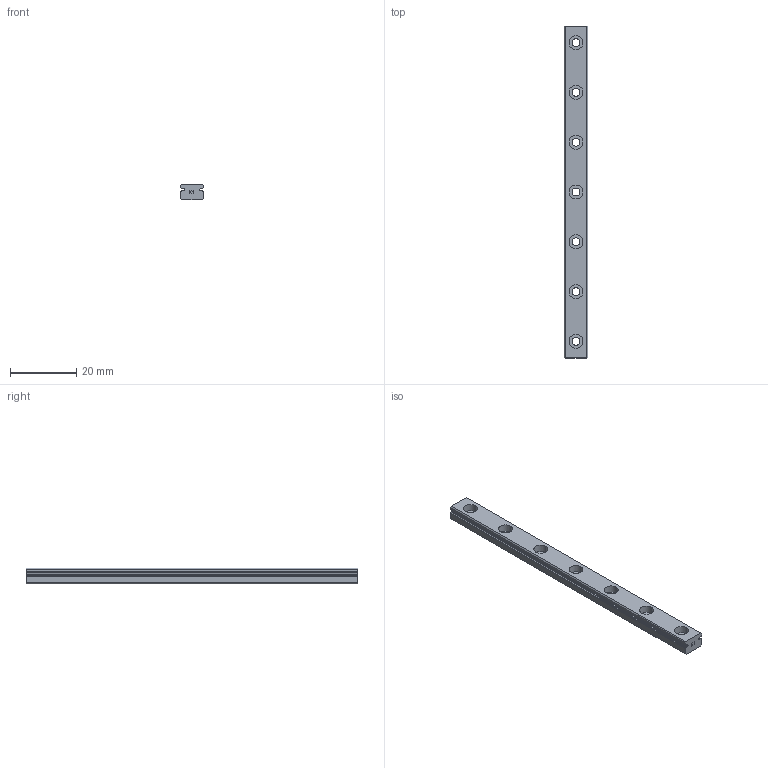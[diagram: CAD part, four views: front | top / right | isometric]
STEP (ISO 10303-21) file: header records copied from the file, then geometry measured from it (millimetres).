
FILE_DESCRIPTION(('STEP AP214'),'1');
FILE_NAME('cctmp_B3A085E0-A108-4F29-A893-0CB5401D5C1C_2025_07_20_08_11_35_0348_13392..stp','2025-07-20T06:11:35',('HIWIN GmbH'),('CADClick - www.CADClick.com'),'Spatial InterOp 3D',' ','unknown authorization');
FILE_SCHEMA(('AUTOMOTIVE_DESIGN'));
Length unit declared in the file: millimetre
Products named in the file (2): MGNR07R100HM_FILE; MGNR07R100HM_FILE_1
Assembly tree (1 placements, depth 2):
  MGNR07R100HM_FILE
    MGNR07R100HM_FILE_1
Bounding box: 7 x 100 x 4.8 mm (x, y, z)
Volume: 2851.2 mm3; surface area: 2971.8 mm2
Topology: 1 solids, 1 shells, 130 faces, 351 edges, 234 vertices
Faces by surface type: plane 86, cylinder 44
Entity records: 5202 total; most frequent: CARTESIAN_POINT 717, DIRECTION 703, ORIENTED_EDGE 702, EDGE_CURVE 351, LINE 263, VECTOR 263, VERTEX_POINT 234, AXIS2_PLACEMENT_3D 220
